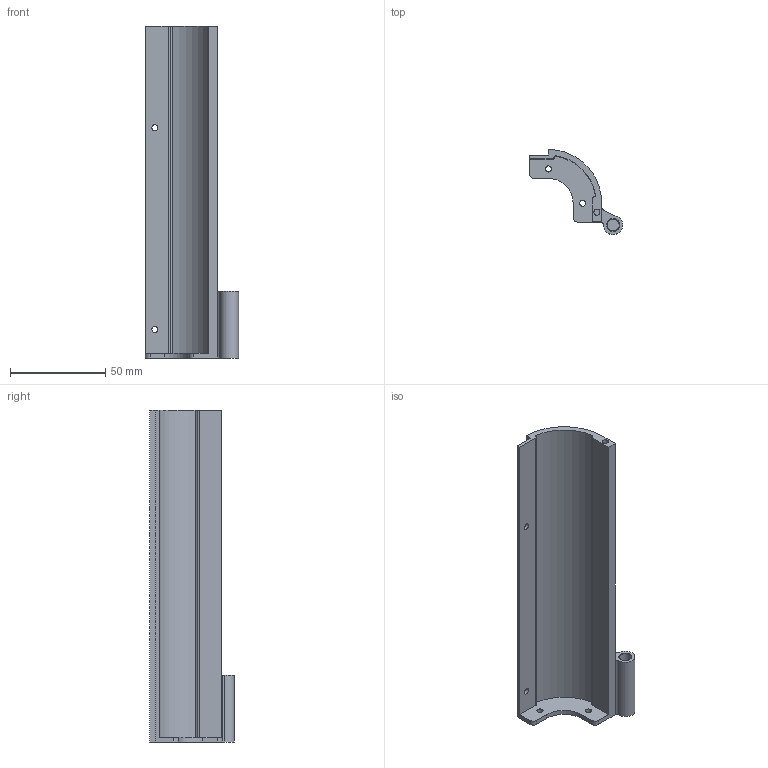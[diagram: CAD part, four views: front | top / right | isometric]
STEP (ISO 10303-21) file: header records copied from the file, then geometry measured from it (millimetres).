
FILE_DESCRIPTION(/* description */ (''),/* implementation_level */ '2;1');
FILE_NAME(/* name */ 'Front Stand 1.step',/* time_stamp */ '2018-06-29T13:54:39+02:00',/* author */ ('boelle'),/* organization */ (''),/* preprocessor_version */ 'ST-DEVELOPER v17',/* originating_system */ 'Autodesk Translation Framework v7.1.0.215',/* authorisation */ '');
FILE_SCHEMA (('AUTOMOTIVE_DESIGN { 1 0 10303 214 3 1 1 }'));
Length unit declared in the file: millimetre
Products named in the file (3): Front Stand 1; Component1; Component2
Assembly tree (2 placements, depth 3):
  Front Stand 1
    Component1
      Component2
Bounding box: 49 x 44.5 x 174.5 mm (x, y, z)
Volume: 39698.6 mm3; surface area: 26926.5 mm2
Topology: 1 solids, 1 shells, 36 faces, 97 edges, 65 vertices
Faces by surface type: cylinder 18, plane 17, cone 1
Full cylindrical faces by diameter (mm): 3.2 x5, 6.3 x1
Entity records: 1244 total; most frequent: DIRECTION 218, CARTESIAN_POINT 203, ORIENTED_EDGE 194, EDGE_CURVE 97, AXIS2_PLACEMENT_3D 80, VERTEX_POINT 65, LINE 58, VECTOR 58
